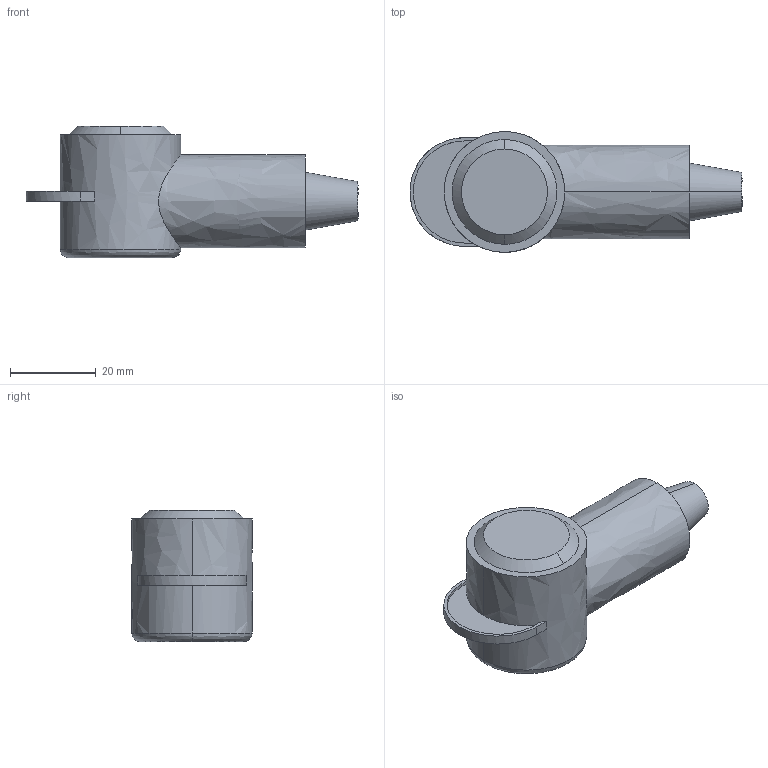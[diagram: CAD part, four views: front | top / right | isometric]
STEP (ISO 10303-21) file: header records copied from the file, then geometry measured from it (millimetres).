
FILE_DESCRIPTION (( 'STEP AP214' ), '1' );
FILE_NAME ('224N2.STEP', '2023-11-14T17:09:33', ( '' ), ( '' ), 'SwSTEP 2.0', 'SolidWorks 2023', '' );
FILE_SCHEMA (( 'AUTOMOTIVE_DESIGN' ));
Length unit declared in the file: inch
Products named in the file (1): 224N2
Bounding box: 77.65 x 28.14 x 30.73 mm (x, y, z)
Volume: 10312.3 mm3; surface area: 10790.1 mm2
Topology: 1 solids, 1 shells, 40 faces, 102 edges, 67 vertices
Faces by surface type: bspline 40
Entity records: 1899 total; most frequent: CARTESIAN_POINT 1296, ORIENTED_EDGE 204, EDGE_CURVE 102, VERTEX_POINT 67, B_SPLINE_CURVE_WITH_KNOTS 50, EDGE_LOOP 45, FACE_OUTER_BOUND 40, ADVANCED_FACE 40
